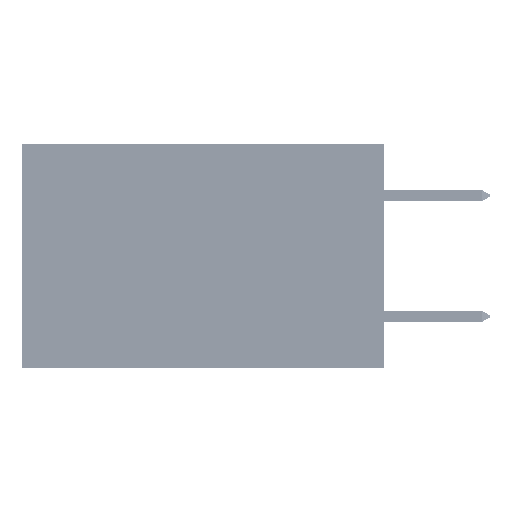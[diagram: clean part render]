
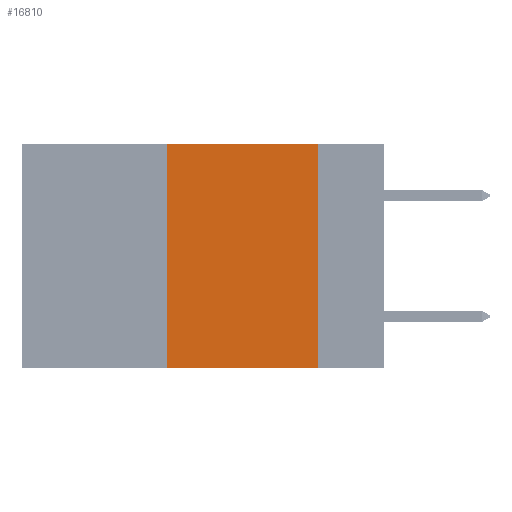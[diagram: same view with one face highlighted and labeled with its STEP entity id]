
A CAD part, left-side view. The second image highlights one B-rep face of the part: STEP entity #16810.
In plain terms, the highlighted planar face has unit normal (-1, 0, 0).
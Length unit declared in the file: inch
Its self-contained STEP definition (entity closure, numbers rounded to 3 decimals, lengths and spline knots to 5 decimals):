
#652 = EDGE_CURVE ( 'NONE', #36205, #33820, #7457, .T. ) ;
#1903 = AXIS2_PLACEMENT_3D ( 'NONE', #2170, #14980, #51472 ) ;
#2170 = CARTESIAN_POINT ( 'NONE',  ( 0., 0.6, 0. ) ) ;
#4897 = DIRECTION ( 'NONE',  ( 0., 0., -1. ) ) ;
#5264 = ORIENTED_EDGE ( 'NONE', *, *, #652, .F. ) ;
#5582 = VERTEX_POINT ( 'NONE', #14130 ) ;
#6452 = LINE ( 'NONE', #11334, #38366 ) ;
#7457 = LINE ( 'NONE', #18333, #31124 ) ;
#8779 = CARTESIAN_POINT ( 'NONE',  ( 0., 0.11, 0. ) ) ;
#9403 = CARTESIAN_POINT ( 'NONE',  ( 0., 0.11, 0. ) ) ;
#9489 = EDGE_LOOP ( 'NONE', ( #52266, #17764, #5264, #38819 ) ) ;
#9680 = LINE ( 'NONE', #8779, #16724 ) ;
#11334 = CARTESIAN_POINT ( 'NONE',  ( 0., 0.6, 0. ) ) ;
#14130 = CARTESIAN_POINT ( 'NONE',  ( 0., 0.11, -0.37 ) ) ;
#14980 = DIRECTION ( 'NONE',  ( 1., 0., 0. ) ) ;
#16372 = CARTESIAN_POINT ( 'NONE',  ( 0., 0.36, -0.37 ) ) ;
#16724 = VECTOR ( 'NONE', #4897, 39.37008 ) ;
#16810 = ADVANCED_FACE ( 'NONE', ( #17536 ), #18909, .F. ) ;
#17536 = FACE_OUTER_BOUND ( 'NONE', #9489, .T. ) ;
#17764 = ORIENTED_EDGE ( 'NONE', *, *, #29414, .F. ) ;
#18333 = CARTESIAN_POINT ( 'NONE',  ( 0., 0.36, 0. ) ) ;
#18909 = PLANE ( 'NONE',  #1903 ) ;
#20418 = VERTEX_POINT ( 'NONE', #9403 ) ;
#22603 = EDGE_CURVE ( 'NONE', #20418, #5582, #9680, .T. ) ;
#27395 = CARTESIAN_POINT ( 'NONE',  ( 0., 0.36, 0. ) ) ;
#28840 = EDGE_CURVE ( 'NONE', #36205, #5582, #45937, .T. ) ;
#29414 = EDGE_CURVE ( 'NONE', #33820, #20418, #6452, .T. ) ;
#31124 = VECTOR ( 'NONE', #51035, 39.37008 ) ;
#33820 = VERTEX_POINT ( 'NONE', #27395 ) ;
#36205 = VERTEX_POINT ( 'NONE', #16372 ) ;
#38366 = VECTOR ( 'NONE', #40248, 39.37008 ) ;
#38819 = ORIENTED_EDGE ( 'NONE', *, *, #28840, .T. ) ;
#40248 = DIRECTION ( 'NONE',  ( 0., -1., 0. ) ) ;
#43391 = VECTOR ( 'NONE', #48974, 39.37008 ) ;
#45937 = LINE ( 'NONE', #49139, #43391 ) ;
#48974 = DIRECTION ( 'NONE',  ( 0., -1., 0. ) ) ;
#49139 = CARTESIAN_POINT ( 'NONE',  ( 0., 0.6, -0.37 ) ) ;
#51035 = DIRECTION ( 'NONE',  ( 0., 0., 1. ) ) ;
#51472 = DIRECTION ( 'NONE',  ( 0., 0., -1. ) ) ;
#52266 = ORIENTED_EDGE ( 'NONE', *, *, #22603, .F. ) ;
